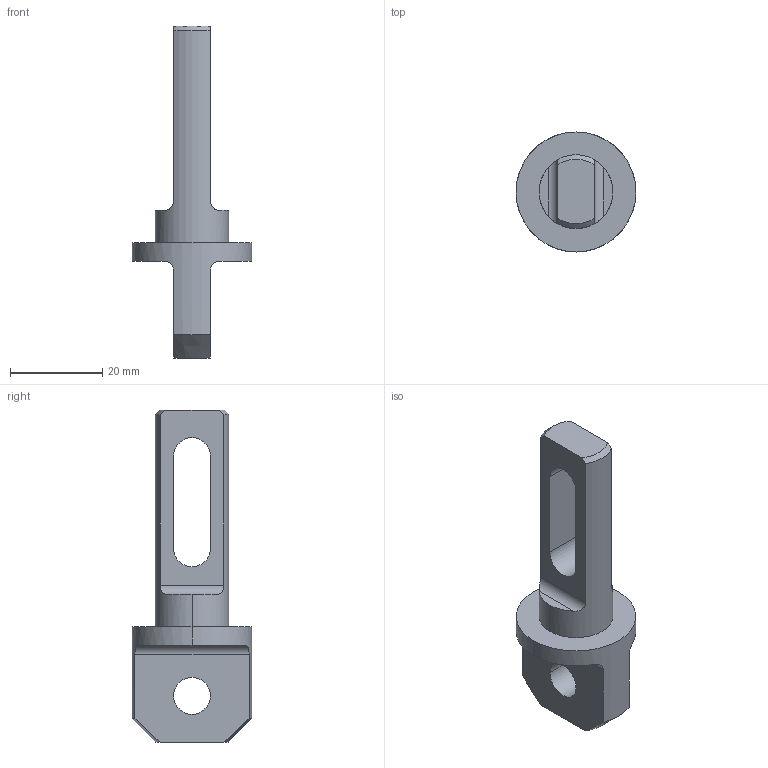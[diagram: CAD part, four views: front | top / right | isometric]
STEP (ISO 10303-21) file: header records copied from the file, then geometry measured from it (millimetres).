
FILE_DESCRIPTION(('CATIA V5 STEP Exchange'),'2;1');
FILE_NAME('008-Axe-RESSORT.stp','2019-12-05T18:27:20+00:00',('none'),('none'),'CATIA Version 5 Release 11 (IN-9)','CATIA V5 STEP AP203',' none');
FILE_SCHEMA(('CONFIG_CONTROL_DESIGN'));
Length unit declared in the file: millimetre
Products named in the file (1): 008-Axe-RESSORT
Bounding box: 26 x 26 x 72 mm (x, y, z)
Volume: 10494.5 mm3; surface area: 4928.2 mm2
Topology: 1 solids, 1 shells, 29 faces, 78 edges, 52 vertices
Faces by surface type: plane 13, cylinder 12, cone 4
Entity records: 979 total; most frequent: CARTESIAN_POINT 249, ORIENTED_EDGE 156, DIRECTION 110, EDGE_CURVE 78, AXIS2_PLACEMENT_3D 53, VERTEX_POINT 52, VECTOR 34, EDGE_LOOP 34
